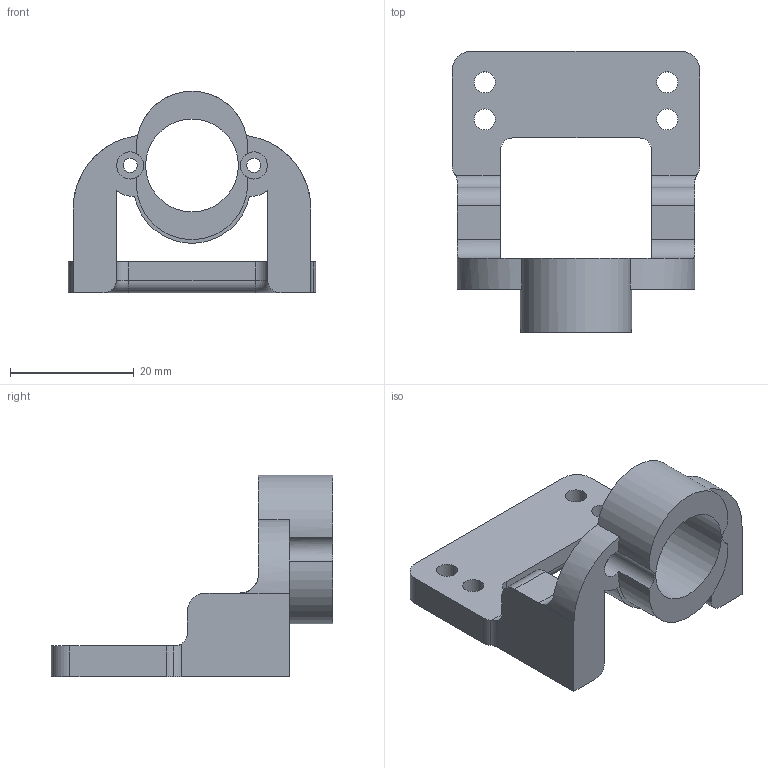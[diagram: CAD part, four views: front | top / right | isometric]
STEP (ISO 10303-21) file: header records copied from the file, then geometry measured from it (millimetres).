
FILE_DESCRIPTION(/* description */ (''),/* implementation_level */ '2;1');
FILE_NAME(/* name */ '摄像头打印件3476.stp',/* time_stamp */ '2024-10-07T20:21:04+08:00',/* author */ (''),/* organization */ (''),/* preprocessor_version */ 'ST-DEVELOPER v20',/* originating_system */ 'SIEMENS PLM Software NX2312.5001',/* authorisation */ '');
FILE_SCHEMA (('AUTOMOTIVE_DESIGN { 1 0 10303 214 3 1 1 1 }'));
Length unit declared in the file: millimetre
Products named in the file (1): 摄像头打印件3476
Bounding box: 40 x 45.5 x 32.59 mm (x, y, z)
Volume: 9280.9 mm3; surface area: 5966.5 mm2
Topology: 1 solids, 1 shells, 54 faces, 164 edges, 110 vertices
Faces by surface type: cylinder 33, plane 19, torus 2
Full cylindrical faces by diameter (mm): 2.3 x2, 3.4 x4, 4.4 x2, 15 x1
Entity records: 1845 total; most frequent: CARTESIAN_POINT 342, DIRECTION 325, ORIENTED_EDGE 294, EDGE_CURVE 147, AXIS2_PLACEMENT_3D 127, VERTEX_POINT 102, EDGE_LOOP 77, CIRCLE 72
